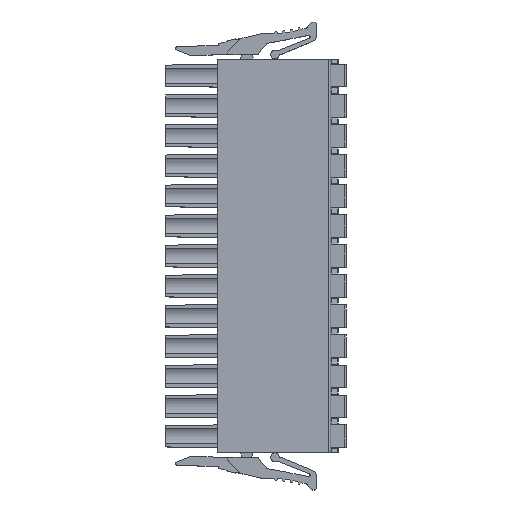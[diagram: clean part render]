
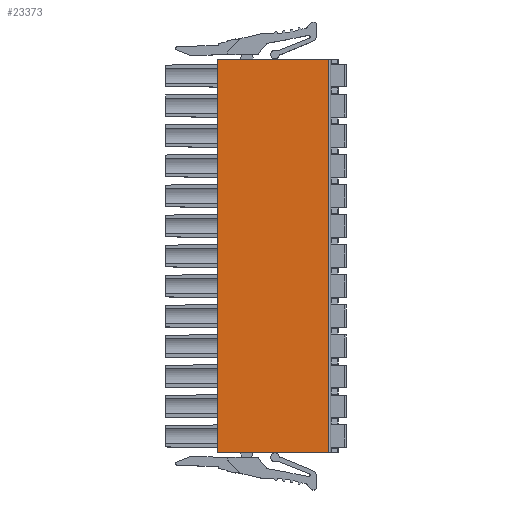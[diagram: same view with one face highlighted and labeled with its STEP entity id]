
A CAD part, top view. The second image highlights one B-rep face of the part: STEP entity #23373.
In plain terms, the highlighted planar face has unit normal (0, 0, 1).
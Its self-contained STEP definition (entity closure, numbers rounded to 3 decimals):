
#5287=DIRECTION('',(0.,1.,0.));
#5288=VECTOR('',#5287,49.92);
#5289=CARTESIAN_POINT('',(7.475,-22.265,3.4));
#5290=LINE('',#5289,#5288);
#5295=DIRECTION('',(0.,1.,0.));
#5296=VECTOR('',#5295,49.92);
#5297=CARTESIAN_POINT('',(-6.625,-22.265,
3.4));
#5298=LINE('',#5297,#5296);
#7416=DIRECTION('',(-1.,0.,0.));
#7417=VECTOR('',#7416,14.1);
#7418=CARTESIAN_POINT('',(7.475,27.655,3.4));
#7419=LINE('',#7418,#7417);
#8675=DIRECTION('',(1.,0.,0.));
#8676=VECTOR('',#8675,14.1);
#8677=CARTESIAN_POINT('',(-6.625,-22.265,
3.4));
#8678=LINE('',#8677,#8676);
#13033=CARTESIAN_POINT('',(-6.625,-22.265,
3.4));
#13034=VERTEX_POINT('',#13033);
#13061=CARTESIAN_POINT('',(7.475,-22.265,
3.4));
#13062=VERTEX_POINT('',#13061);
#15954=CARTESIAN_POINT('',(-6.625,27.655,
3.4));
#15955=VERTEX_POINT('',#15954);
#15956=CARTESIAN_POINT('',(7.475,27.655,3.4));
#15957=VERTEX_POINT('',#15956);
#23359=CARTESIAN_POINT('',(4.299,-14.645,3.4));
#23360=DIRECTION('',(0.,0.,1.));
#23361=DIRECTION('',(-1.,0.,0.));
#23362=AXIS2_PLACEMENT_3D('',#23359,#23360,#23361);
#23363=PLANE('',#23362);
#23365=ORIENTED_EDGE('',*,*,#23364,.T.);
#23367=ORIENTED_EDGE('',*,*,#23366,.F.);
#23368=ORIENTED_EDGE('',*,*,#23349,.F.);
#23370=ORIENTED_EDGE('',*,*,#23369,.F.);
#23371=EDGE_LOOP('',(#23365,#23367,#23368,#23370));
#23372=FACE_OUTER_BOUND('',#23371,.F.);
#23349=EDGE_CURVE('',#13062,#15957,#5290,.T.);
#23364=EDGE_CURVE('',#13034,#15955,#5298,.T.);
#23366=EDGE_CURVE('',#15957,#15955,#7419,.T.);
#23369=EDGE_CURVE('',#13034,#13062,#8678,.T.);
#23373=ADVANCED_FACE('',(#23372),#23363,.T.);
